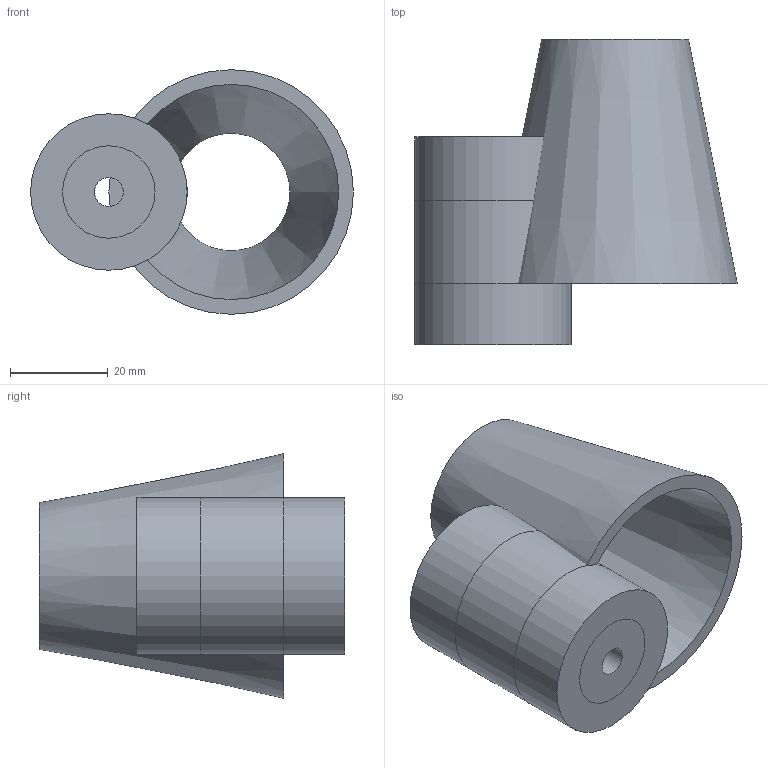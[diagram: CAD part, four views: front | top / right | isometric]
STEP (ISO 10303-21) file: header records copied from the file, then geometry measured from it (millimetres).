
FILE_DESCRIPTION(/* description */ (''),/* implementation_level */ '2;1');
FILE_NAME(/* name */ 'Aufnahme_v8.step',/* time_stamp */ '2025-03-29T15:14:02+01:00',/* author */ (''),/* organization */ (''),/* preprocessor_version */ 'ST-DEVELOPER v20.1',/* originating_system */ 'Autodesk Translation Framework v14.4.0.0',/* authorisation */ '');
FILE_SCHEMA (('AUTOMOTIVE_DESIGN { 1 0 10303 214 3 1 1 }'));
Length unit declared in the file: millimetre
Products named in the file (1): Aufnahme
Bounding box: 66 x 62.5 x 50 mm (x, y, z)
Volume: 44813.1 mm3; surface area: 29412.9 mm2
Topology: 6 solids, 6 shells, 51 faces, 118 edges, 79 vertices
Faces by surface type: cylinder 31, plane 12, cone 4, bspline 4
Full cylindrical faces by diameter (mm): 4.9 x1, 5.9 x1, 18.901 x1, 25.157 x6, 25.158 x1, 28.5 x8, 32 x5
Entity records: 4636 total; most frequent: CARTESIAN_POINT 3496, ORIENTED_EDGE 236, DIRECTION 189, EDGE_CURVE 118, AXIS2_PLACEMENT_3D 80, VERTEX_POINT 79, EDGE_LOOP 65, B_SPLINE_CURVE_WITH_KNOTS 57
